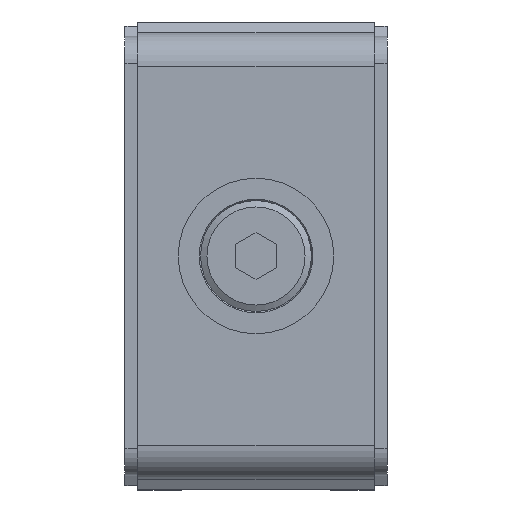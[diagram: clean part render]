
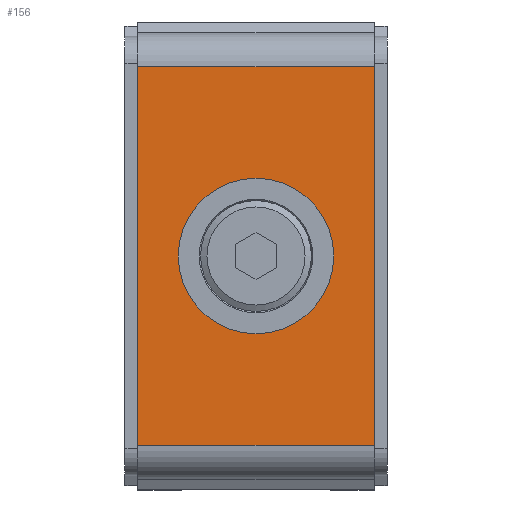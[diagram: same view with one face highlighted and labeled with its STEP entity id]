
A CAD part, front view. The second image highlights one B-rep face of the part: STEP entity #156.
In plain terms, the highlighted planar face has unit normal (0, -1, 0).
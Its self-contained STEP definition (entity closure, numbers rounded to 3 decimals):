
#156 = ADVANCED_FACE( '', ( #489, #490 ), #491, .F. );
#489 = FACE_BOUND( '', #1146, .T. );
#490 = FACE_OUTER_BOUND( '', #1147, .T. );
#491 = PLANE( '', #1148 );
#1146 = EDGE_LOOP( '', ( #1987 ) );
#1147 = EDGE_LOOP( '', ( #1988, #1989, #1990, #1991 ) );
#1148 = AXIS2_PLACEMENT_3D( '', #1992, #1993, #1994 );
#1987 = ORIENTED_EDGE( '', *, *, #4287, .F. );
#1988 = ORIENTED_EDGE( '', *, *, #4288, .T. );
#1989 = ORIENTED_EDGE( '', *, *, #4286, .F. );
#1990 = ORIENTED_EDGE( '', *, *, #4289, .F. );
#1991 = ORIENTED_EDGE( '', *, *, #4290, .T. );
#1992 = CARTESIAN_POINT( '', ( 17.5, 0., 28. ) );
#1993 = DIRECTION( '', ( 0., 1., 0. ) );
#1994 = DIRECTION( '', ( 0., 0., 1. ) );
#4286 = EDGE_CURVE( '', #5150, #5148, #5152, .T. );
#4287 = EDGE_CURVE( '', #5153, #5153, #5154, .T. );
#4288 = EDGE_CURVE( '', #5155, #5148, #5156, .T. );
#4289 = EDGE_CURVE( '', #5157, #5150, #5158, .T. );
#4290 = EDGE_CURVE( '', #5157, #5155, #5159, .T. );
#5148 = VERTEX_POINT( '', #6542 );
#5150 = VERTEX_POINT( '', #6544 );
#5152 = LINE( '', #6546, #6547 );
#5153 = VERTEX_POINT( '', #6548 );
#5154 = CIRCLE( '', #6549, 11.5 );
#5155 = VERTEX_POINT( '', #6550 );
#5156 = LINE( '', #6551, #6552 );
#5157 = VERTEX_POINT( '', #6553 );
#5158 = LINE( '', #6554, #6555 );
#5159 = LINE( '', #6556, #6557 );
#6542 = CARTESIAN_POINT( '', ( -17.5, 0., -28. ) );
#6544 = CARTESIAN_POINT( '', ( 17.5, 0., -28. ) );
#6546 = CARTESIAN_POINT( '', ( 17.5, 0., -28. ) );
#6547 = VECTOR( '', #8205, 1000. );
#6548 = CARTESIAN_POINT( '', ( 0., 0., -11.5 ) );
#6549 = AXIS2_PLACEMENT_3D( '', #8206, #8207, #8208 );
#6550 = CARTESIAN_POINT( '', ( -17.5, 0., 28. ) );
#6551 = CARTESIAN_POINT( '', ( -17.5, 0., 28. ) );
#6552 = VECTOR( '', #8209, 1000. );
#6553 = CARTESIAN_POINT( '', ( 17.5, 0., 28. ) );
#6554 = CARTESIAN_POINT( '', ( 17.5, 0., 28. ) );
#6555 = VECTOR( '', #8210, 1000. );
#6556 = CARTESIAN_POINT( '', ( 17.5, 0., 28. ) );
#6557 = VECTOR( '', #8211, 1000. );
#8205 = DIRECTION( '', ( -1., 0., 0. ) );
#8206 = CARTESIAN_POINT( '', ( 0., 0., 0. ) );
#8207 = DIRECTION( '', ( 0., -1., 0. ) );
#8208 = DIRECTION( '', ( 0., 0., -1. ) );
#8209 = DIRECTION( '', ( 0., 0., -1. ) );
#8210 = DIRECTION( '', ( 0., 0., -1. ) );
#8211 = DIRECTION( '', ( -1., 0., 0. ) );
